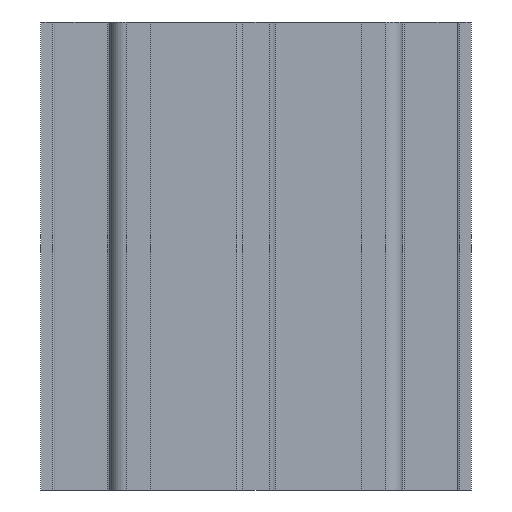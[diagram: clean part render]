
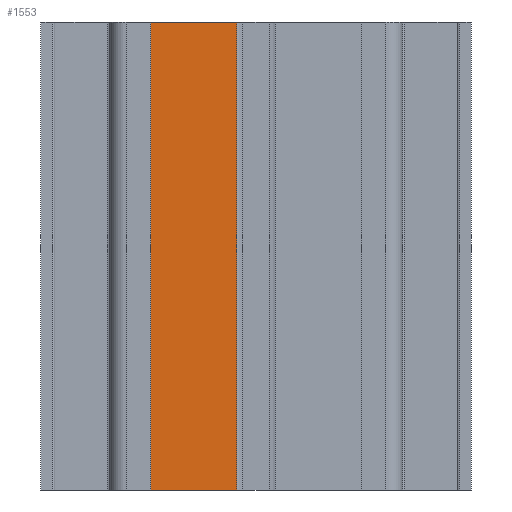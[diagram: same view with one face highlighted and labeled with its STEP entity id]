
A CAD part, left-side view. The second image highlights one B-rep face of the part: STEP entity #1553.
In plain terms, the highlighted planar face has unit normal (-1, 0, 0).
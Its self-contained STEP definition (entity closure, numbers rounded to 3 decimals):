
#123=FACE_OUTER_BOUND('',#205,.T.);
#205=EDGE_LOOP('',(#1167,#1168,#1169,#1170));
#308=LINE('',#2333,#486);
#349=LINE('',#2452,#527);
#353=LINE('',#2461,#531);
#354=LINE('',#2462,#532);
#486=VECTOR('',#1858,10.);
#527=VECTOR('',#1953,10.);
#531=VECTOR('',#1963,10.);
#532=VECTOR('',#1964,10.);
#668=VERTEX_POINT('',#2330);
#669=VERTEX_POINT('',#2332);
#720=VERTEX_POINT('',#2450);
#722=VERTEX_POINT('',#2460);
#833=EDGE_CURVE('',#668,#669,#308,.T.);
#893=EDGE_CURVE('',#668,#720,#349,.T.);
#897=EDGE_CURVE('',#720,#722,#353,.T.);
#898=EDGE_CURVE('',#669,#722,#354,.T.);
#1167=ORIENTED_EDGE('',*,*,#893,.T.);
#1168=ORIENTED_EDGE('',*,*,#897,.T.);
#1169=ORIENTED_EDGE('',*,*,#898,.F.);
#1170=ORIENTED_EDGE('',*,*,#833,.F.);
#1497=PLANE('',#1685);
#1553=ADVANCED_FACE('',(#123),#1497,.T.);
#1685=AXIS2_PLACEMENT_3D('',#2459,#1961,#1962);
#1858=DIRECTION('',(0.,1.,0.));
#1953=DIRECTION('',(0.,0.,1.));
#1961=DIRECTION('center_axis',(-1.,0.,0.));
#1962=DIRECTION('ref_axis',(0.,0.,1.));
#1963=DIRECTION('',(0.,1.,0.));
#1964=DIRECTION('',(0.,0.,1.));
#2330=CARTESIAN_POINT('',(-9.5,4.1,0.));
#2332=CARTESIAN_POINT('',(-9.5,22.5,0.));
#2333=CARTESIAN_POINT('',(-9.5,2.05,0.));
#2450=CARTESIAN_POINT('',(-9.5,4.1,100.));
#2452=CARTESIAN_POINT('',(-9.5,4.1,0.));
#2459=CARTESIAN_POINT('Origin',(-9.5,4.1,0.));
#2460=CARTESIAN_POINT('',(-9.5,22.5,100.));
#2461=CARTESIAN_POINT('',(-9.5,2.05,100.));
#2462=CARTESIAN_POINT('',(-9.5,22.5,0.));
